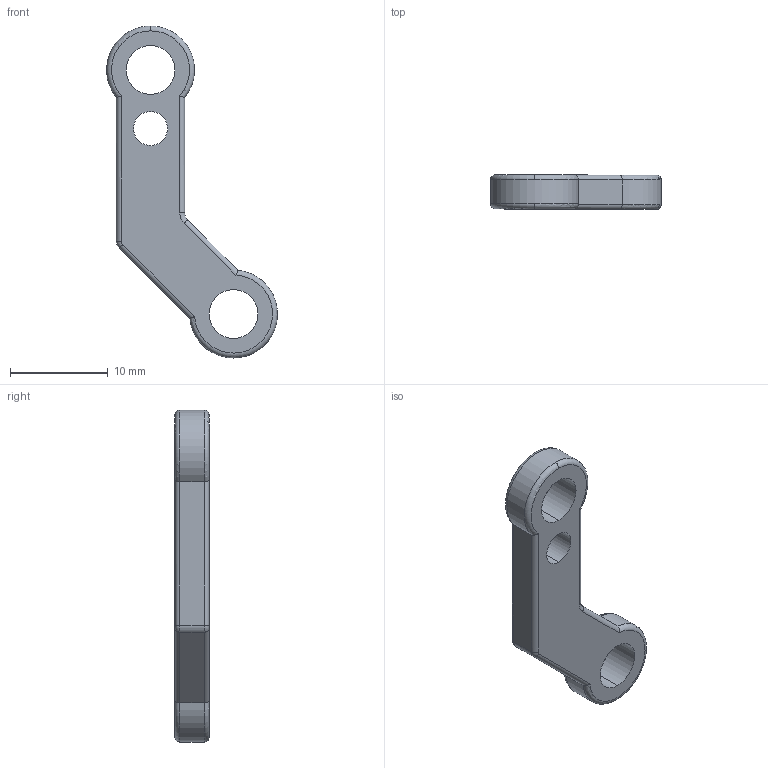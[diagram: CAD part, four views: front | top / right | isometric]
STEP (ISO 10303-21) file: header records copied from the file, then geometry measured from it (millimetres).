
FILE_DESCRIPTION (( 'STEP AP214' ), '1' );
FILE_NAME ('40234-C_TXP-Gripper Pivot Arm.STEP', '2017-03-28T20:28:44', ( '' ), ( '' ), 'SwSTEP 2.0', 'SolidWorks 2016', '' );
FILE_SCHEMA (( 'AUTOMOTIVE_DESIGN' ));
Length unit declared in the file: millimetre
Products named in the file (2): 40234-C_TXP-Gripper Pivot Arm
Bounding box: 17.49 x 3.5 x 34 mm (x, y, z)
Volume: 768.2 mm3; surface area: 857 mm2
Topology: 1 solids, 1 shells, 35 faces, 83 edges, 50 vertices
Faces by surface type: cylinder 19, torus 10, plane 6
Entity records: 1483 total; most frequent: CARTESIAN_POINT 210, DIRECTION 193, ORIENTED_EDGE 166, EDGE_CURVE 83, AXIS2_PLACEMENT_3D 81, VERTEX_POINT 50, CIRCLE 44, EDGE_LOOP 41
